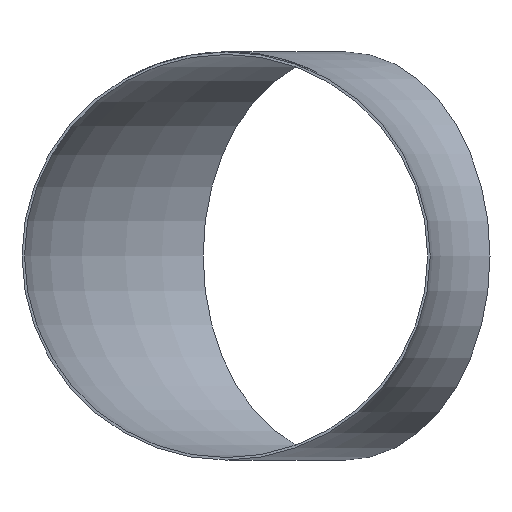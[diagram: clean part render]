
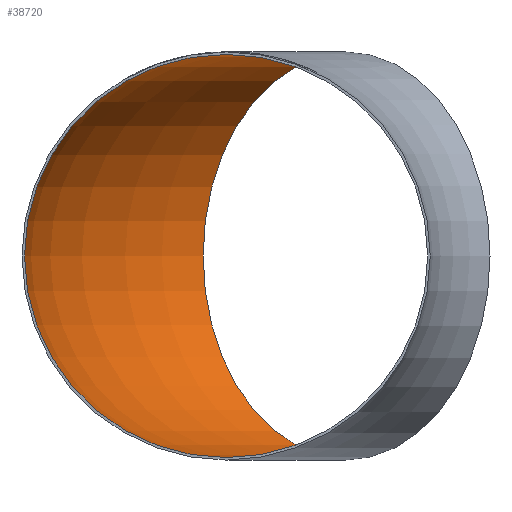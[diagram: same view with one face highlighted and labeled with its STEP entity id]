
A CAD part, front view. The second image highlights one B-rep face of the part: STEP entity #38720.
In plain terms, the highlighted toroidal (fillet/blend) face has major radius 813 mm and minor radius 401.4 mm.
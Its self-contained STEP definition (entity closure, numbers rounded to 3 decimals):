
#585 = CIRCLE ( 'NONE', #36703, 401.4 ) ;
#1448 = EDGE_CURVE ( 'NONE', #19705, #19705, #585, .T. ) ;
#1694 = ORIENTED_EDGE ( 'NONE', *, *, #33451, .T. ) ;
#4570 = FACE_OUTER_BOUND ( 'NONE', #20743, .T. ) ;
#7914 = FACE_OUTER_BOUND ( 'NONE', #15440, .T. ) ;
#8875 = ORIENTED_EDGE ( 'NONE', *, *, #1448, .F. ) ;
#9556 = AXIS2_PLACEMENT_3D ( 'NONE', #41546, #11040, #24726 ) ;
#9595 = VERTEX_POINT ( 'NONE', #12954 ) ;
#9891 = CARTESIAN_POINT ( 'NONE',  ( -813., 0., 0. ) ) ;
#11040 = DIRECTION ( 'NONE',  ( 0., 0., -1. ) ) ;
#12818 = DIRECTION ( 'NONE',  ( 0., 1., 0. ) ) ;
#12874 = DIRECTION ( 'NONE',  ( -0.707, 0.707, 0. ) ) ;
#12954 = CARTESIAN_POINT ( 'NONE',  ( -858.71, 858.71, 0. ) ) ;
#13175 = CARTESIAN_POINT ( 'NONE',  ( -813., 0., 401.4 ) ) ;
#15440 = EDGE_LOOP ( 'NONE', ( #8875 ) ) ;
#19705 = VERTEX_POINT ( 'NONE', #13175 ) ;
#20743 = EDGE_LOOP ( 'NONE', ( #1694 ) ) ;
#23027 = AXIS2_PLACEMENT_3D ( 'NONE', #43807, #29498, #12874 ) ;
#24726 = DIRECTION ( 'NONE',  ( -1., 0., 0. ) ) ;
#29498 = DIRECTION ( 'NONE',  ( 0.707, 0.707, 0. ) ) ;
#33451 = EDGE_CURVE ( 'NONE', #9595, #9595, #42373, .T. ) ;
#36703 = AXIS2_PLACEMENT_3D ( 'NONE', #9891, #12818, #36826 ) ;
#36826 = DIRECTION ( 'NONE',  ( 0., 0., 1. ) ) ;
#38720 = ADVANCED_FACE ( 'NONE', ( #4570, #7914 ), #42512, .F. ) ;
#41546 = CARTESIAN_POINT ( 'NONE',  ( 0., 0., 0. ) ) ;
#42373 = CIRCLE ( 'NONE', #23027, 401.4 ) ;
#42512 = TOROIDAL_SURFACE ( 'NONE', #9556, 813., 401.4 ) ;
#43807 = CARTESIAN_POINT ( 'NONE',  ( -574.878, 574.878, 0. ) ) ;
